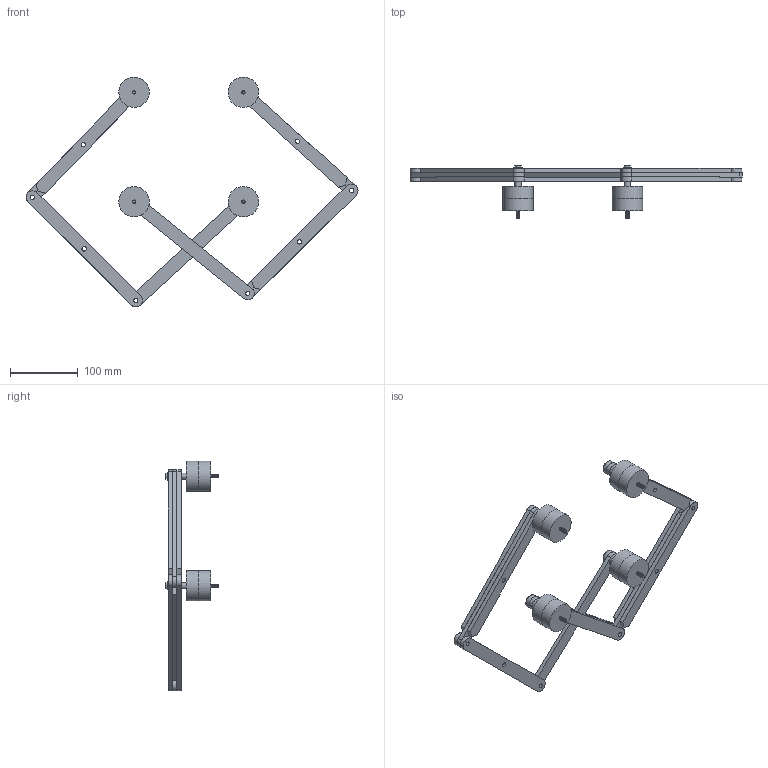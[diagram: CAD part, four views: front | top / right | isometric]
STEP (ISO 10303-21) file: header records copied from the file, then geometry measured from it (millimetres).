
FILE_DESCRIPTION(/* description */ (''),/* implementation_level */ '2;1');
FILE_NAME(/* name */ 'c8296312-4cc0-4568-ae94-f38c72c2fd20.stp',/* time_stamp */ '2017-12-20T23:50:13+00:00',/* author */ (''),/* organization */ (''),/* preprocessor_version */ 'ST-DEVELOPER v16.13',/* originating_system */ 'Autodesk Translation Framework v6.5.0.72',/* authorisation */ '');
FILE_SCHEMA (('AUTOMOTIVE_DESIGN { 1 0 10303 214 3 1 1 }'));
Length unit declared in the file: millimetre
Products named in the file (9): 45 Linkage System; 45 Linkage Arm C; 45 Linkage Arm B; 45 Linkage Arm A; 45 Linkage Arm D; 45 Linkage Arm E; 93717A322; 92314A842; 98023A114
Assembly tree (18 placements, depth 2):
  45 Linkage System
    45 Linkage Arm A  x2
    45 Linkage Arm C
    45 Linkage Arm B
    45 Linkage Arm D
    45 Linkage Arm E
    93717A322  x4
    92314A842  x4
    98023A114  x4
Bounding box: 490.71 x 79.25 x 339.67 mm (x, y, z)
Volume: 622996.1 mm3; surface area: 234889.5 mm2
Topology: 38 solids, 38 shells, 672 faces, 1796 edges, 1204 vertices
Faces by surface type: cylinder 480, plane 156, cone 28, bspline 8
Full cylindrical faces by diameter (mm): 3.802 x188, 4.826 x188, 4.877 x4, 5 x4, 5.588 x4, 6.35 x24, 9.525 x4, 10 x16, 12.7 x4, 19.05 x3, 45 x8
Entity records: 17380 total; most frequent: CARTESIAN_POINT 10815, ORIENTED_EDGE 1330, DIRECTION 1212, EDGE_CURVE 665, AXIS2_PLACEMENT_3D 460, VERTEX_POINT 445, EDGE_LOOP 352, LINE 292
